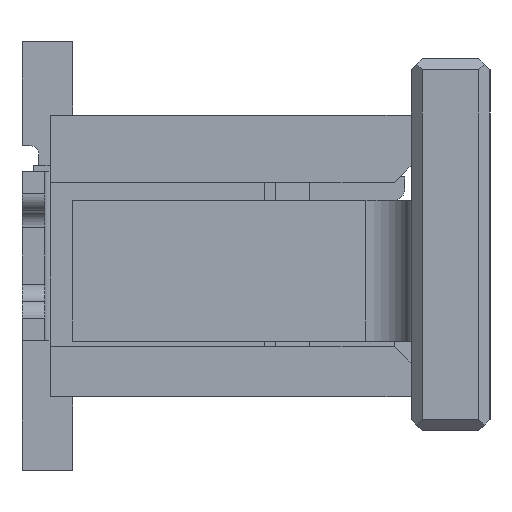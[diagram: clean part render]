
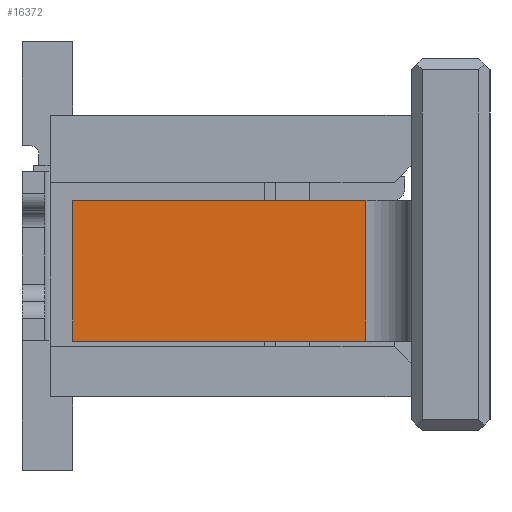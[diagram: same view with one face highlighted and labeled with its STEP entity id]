
A CAD part, left-side view. The second image highlights one B-rep face of the part: STEP entity #16372.
In plain terms, the highlighted planar face has unit normal (-1, 0, 0).
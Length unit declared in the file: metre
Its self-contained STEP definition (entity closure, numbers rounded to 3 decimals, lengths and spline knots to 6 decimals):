
#2156=ORIENTED_EDGE('',*,*,#6262,.T.);
#2157=ORIENTED_EDGE('',*,*,#6263,.T.);
#2158=ORIENTED_EDGE('',*,*,#6264,.F.);
#2159=ORIENTED_EDGE('',*,*,#6259,.T.);
#6259=EDGE_CURVE('',#8345,#8344,#10150,.T.);
#6262=EDGE_CURVE('',#8344,#8347,#10152,.T.);
#6263=EDGE_CURVE('',#8347,#8348,#10153,.T.);
#6264=EDGE_CURVE('',#8345,#8348,#10154,.T.);
#8344=VERTEX_POINT('',#25740);
#8345=VERTEX_POINT('',#25742);
#8347=VERTEX_POINT('',#25748);
#8348=VERTEX_POINT('',#25750);
#10150=LINE('',#25741,#12334);
#10152=LINE('',#25747,#12336);
#10153=LINE('',#25749,#12337);
#10154=LINE('',#25751,#12338);
#12334=VECTOR('',#21295,1.);
#12336=VECTOR('',#21301,1.);
#12337=VECTOR('',#21302,1.);
#12338=VECTOR('',#21303,1.);
#13942=EDGE_LOOP('',(#2156,#2157,#2158,#2159));
#14791=FACE_BOUND('',#13942,.T.);
#15626=PLANE('',#19065);
#16372=ADVANCED_FACE('',(#14791),#15626,.T.);
#19065=AXIS2_PLACEMENT_3D('',#25746,#21299,#21300);
#21295=DIRECTION('',(0.,0.,1.));
#21299=DIRECTION('',(-1.,0.,0.));
#21300=DIRECTION('',(0.,1.,0.));
#21301=DIRECTION('',(0.,1.,0.));
#21302=DIRECTION('',(0.,0.,-1.));
#21303=DIRECTION('',(0.,1.,0.));
#25740=CARTESIAN_POINT('',(-0.00665,0.0004,0.000495));
#25741=CARTESIAN_POINT('',(-0.00665,0.0004,-0.000755));
#25742=CARTESIAN_POINT('',(-0.00665,0.0004,-0.000755));
#25746=CARTESIAN_POINT('',(-0.00665,0.0004,-0.00003));
#25747=CARTESIAN_POINT('',(-0.00665,0.0004,0.000495));
#25748=CARTESIAN_POINT('',(-0.00665,0.003,0.000495));
#25749=CARTESIAN_POINT('',(-0.00665,0.003,0.000495));
#25750=CARTESIAN_POINT('',(-0.00665,0.003,-0.000755));
#25751=CARTESIAN_POINT('',(-0.00665,0.0004,-0.000755));
